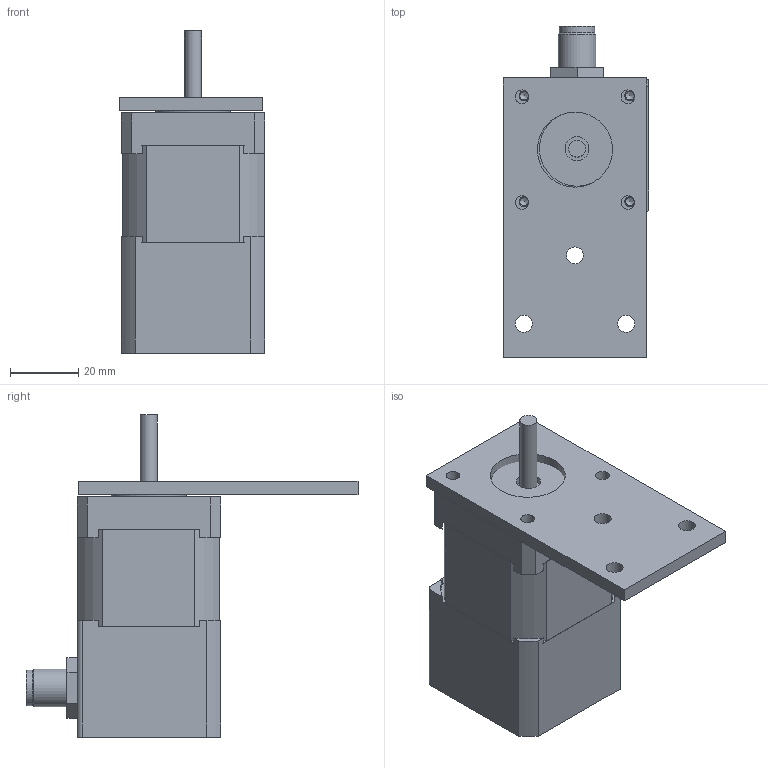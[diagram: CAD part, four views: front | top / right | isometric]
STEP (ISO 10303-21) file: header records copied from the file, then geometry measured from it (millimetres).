
FILE_DESCRIPTION(/* description */ (''),/* implementation_level */ '2;1');
FILE_NAME(/* name */ 'T-slot Stepper.step',/* time_stamp */ '2019-03-16T22:08:52-05:00',/* author */ ('partygoat'),/* organization */ (''),/* preprocessor_version */ 'ST-DEVELOPER v17.2',/* originating_system */ 'Autodesk Translation Framework v7.6.0.251',/* authorisation */ '');
FILE_SCHEMA (('AUTOMOTIVE_DESIGN { 1 0 10303 214 3 1 1 }'));
Length unit declared in the file: millimetre
Products named in the file (3): 40mm to stepper mount 43; Component1; HI_MOT-AN-S-060-005-042-M-A-AAAA
Assembly tree (2 placements, depth 3):
  40mm to stepper mount 43
    Component1
      HI_MOT-AN-S-060-005-042-M-A-AAAA
Bounding box: 42.6 x 97.28 x 94.4 mm (x, y, z)
Volume: 133939.6 mm3; surface area: 24574.1 mm2
Topology: 2 solids, 2 shells, 163 faces, 441 edges, 303 vertices
Faces by surface type: plane 107, cylinder 39, cone 17
Full cylindrical faces by diameter (mm): 2.459 x4, 4 x4, 4.7 x4, 5 x4, 7 x1, 8.2 x1, 10.387 x1, 11 x1, 22 x2, 32 x1
Entity records: 5428 total; most frequent: DIRECTION 908, CARTESIAN_POINT 908, ORIENTED_EDGE 874, EDGE_CURVE 437, VERTEX_POINT 303, AXIS2_PLACEMENT_3D 303, LINE 302, VECTOR 302
